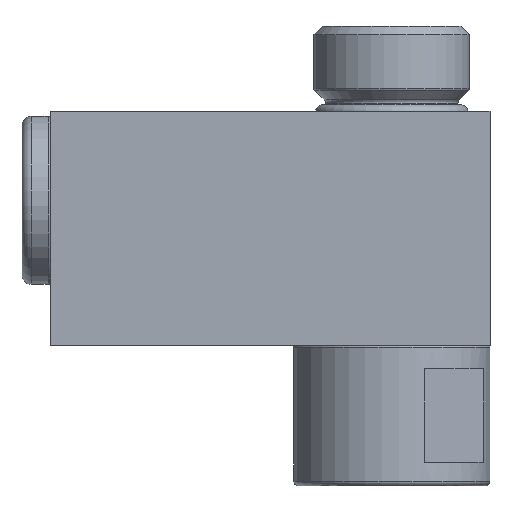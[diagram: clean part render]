
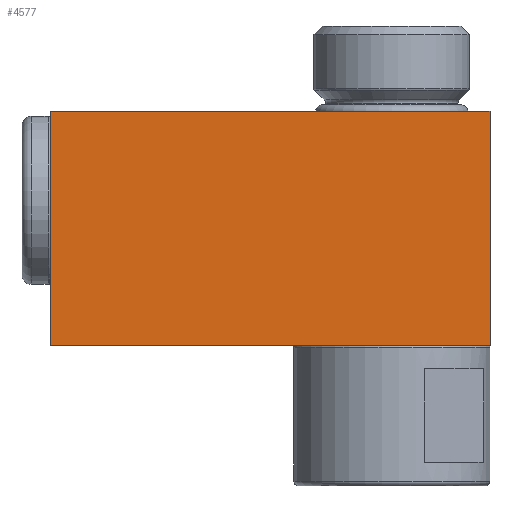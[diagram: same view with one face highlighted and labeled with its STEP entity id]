
A CAD part, front view. The second image highlights one B-rep face of the part: STEP entity #4577.
In plain terms, the highlighted planar face has unit normal (0, -1, 0).
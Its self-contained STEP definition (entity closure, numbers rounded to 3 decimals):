
#273=PLANE('',#5016);
#489=FACE_OUTER_BOUND('',#760,.T.);
#760=EDGE_LOOP('',(#3918,#3919,#3920,#3921));
#1127=LINE('',#7766,#1481);
#1148=LINE('',#7831,#1502);
#1150=LINE('',#7834,#1504);
#1151=LINE('',#7835,#1505);
#1481=VECTOR('',#6132,10.);
#1502=VECTOR('',#6201,10.);
#1504=VECTOR('',#6205,10.);
#1505=VECTOR('',#6206,10.);
#2136=VERTEX_POINT('',#7763);
#2137=VERTEX_POINT('',#7765);
#2156=VERTEX_POINT('',#7828);
#2157=VERTEX_POINT('',#7830);
#2754=EDGE_CURVE('',#2136,#2137,#1127,.T.);
#2788=EDGE_CURVE('',#2157,#2156,#1148,.T.);
#2790=EDGE_CURVE('',#2156,#2137,#1150,.T.);
#2791=EDGE_CURVE('',#2136,#2157,#1151,.T.);
#3918=ORIENTED_EDGE('',*,*,#2788,.T.);
#3919=ORIENTED_EDGE('',*,*,#2790,.T.);
#3920=ORIENTED_EDGE('',*,*,#2754,.F.);
#3921=ORIENTED_EDGE('',*,*,#2791,.T.);
#4577=ADVANCED_FACE('',(#489),#273,.T.);
#5016=AXIS2_PLACEMENT_3D('',#7833,#6203,#6204);
#6132=DIRECTION('',(0.,0.,1.));
#6201=DIRECTION('',(0.,0.,1.));
#6203=DIRECTION('center_axis',(0.,-1.,0.));
#6204=DIRECTION('ref_axis',(0.,0.,-1.));
#6205=DIRECTION('',(-1.,0.,0.));
#6206=DIRECTION('',(1.,0.,0.));
#7763=CARTESIAN_POINT('',(-47.,0.,0.));
#7765=CARTESIAN_POINT('',(-47.,0.,25.));
#7766=CARTESIAN_POINT('',(-47.,0.,0.));
#7828=CARTESIAN_POINT('',(0.,0.,25.));
#7830=CARTESIAN_POINT('',(0.,0.,0.));
#7831=CARTESIAN_POINT('',(0.,0.,0.));
#7833=CARTESIAN_POINT('Origin',(0.,0.,0.));
#7834=CARTESIAN_POINT('',(-47.,0.,25.));
#7835=CARTESIAN_POINT('',(-47.,0.,0.));
